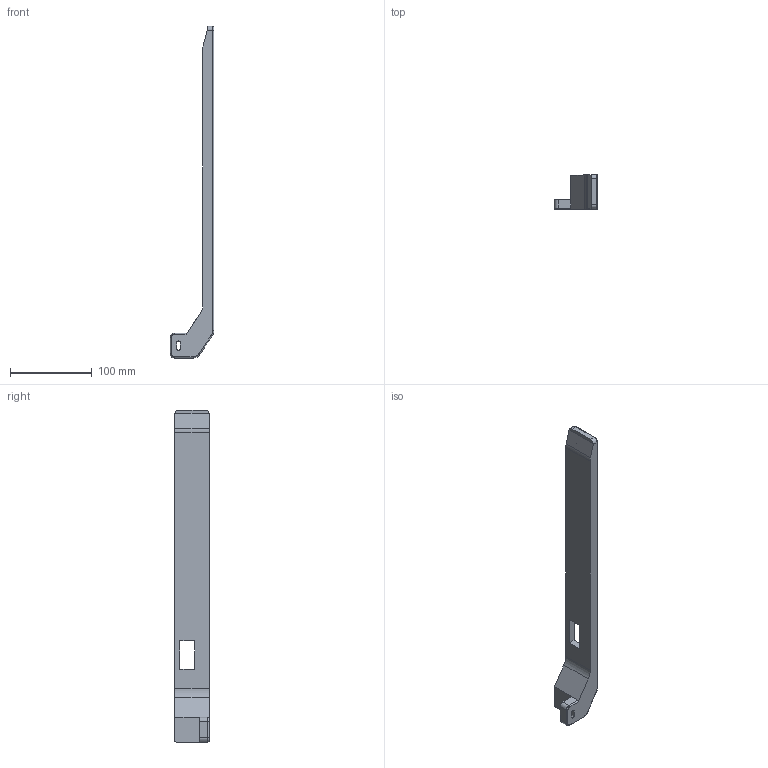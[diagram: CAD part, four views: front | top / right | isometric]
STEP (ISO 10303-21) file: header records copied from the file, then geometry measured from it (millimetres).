
FILE_DESCRIPTION (( 'STEP AP203' ), '1' );
FILE_NAME ('MS001-A.02.019SL.1.1MS001-A酘耜腑沭盓殤.step', '2021-08-27T10:46:38', ( 'Windows User' ), ( 'P R C' ), 'SwSTEP 2.0', 'SolidWorks 2016', '' );
FILE_SCHEMA (( 'CONFIG_CONTROL_DESIGN' ));
Length unit declared in the file: millimetre
Products named in the file (1): MS001-A.02.019SL.1.1MS001-A酘耜腑沭盓殤
Bounding box: 53.5 x 42 x 405 mm (x, y, z)
Volume: 193511.8 mm3; surface area: 52550.9 mm2
Topology: 1 solids, 1 shells, 75 faces, 191 edges, 115 vertices
Faces by surface type: cylinder 32, plane 27, cone 8, bspline 8
Entity records: 2462 total; most frequent: CARTESIAN_POINT 617, DIRECTION 371, ORIENTED_EDGE 366, EDGE_CURVE 183, AXIS2_PLACEMENT_3D 131, VERTEX_POINT 115, LINE 109, VECTOR 109
